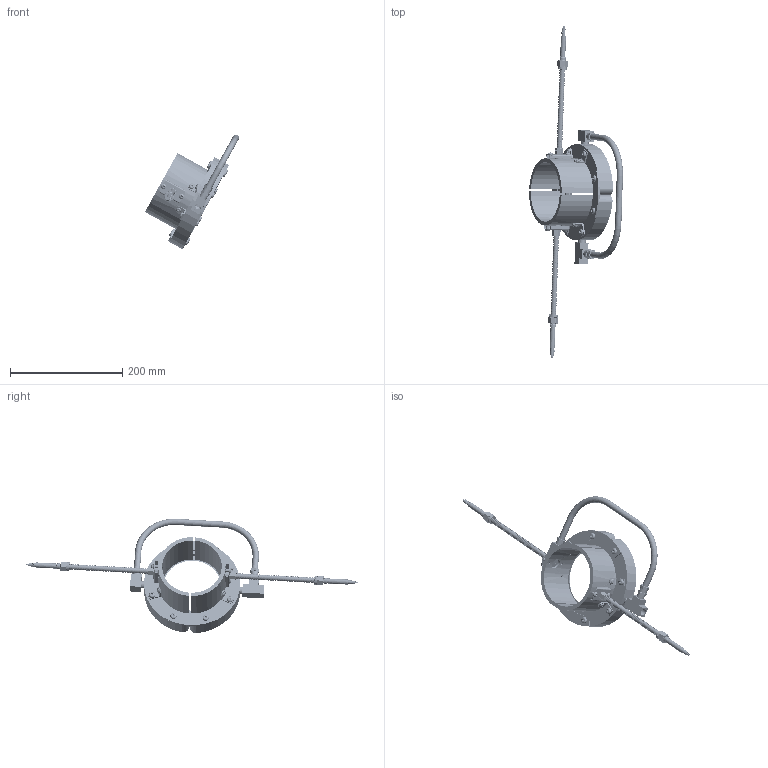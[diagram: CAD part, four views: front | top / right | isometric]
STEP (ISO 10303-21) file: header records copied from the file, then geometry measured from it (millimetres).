
FILE_DESCRIPTION(/* description */ ('Hexagon Socket Button Head Cap Screw'),/* implementation_level */ '2;1');
FILE_NAME(/* name */ 'DIM-8164.stp',/* time_stamp */ '2016-02-11T09:22:08-05:00',/* author */ ('dave woerner'),/* organization */ (''),/* preprocessor_version */ 'ST-DEVELOPER v15.2',/* originating_system */ 'Autodesk Inventor 2014',/* authorisation */ '');
FILE_SCHEMA (('AUTOMOTIVE_DESIGN { 1 0 10303 214 3 1 1 }'));
Length unit declared in the file: inch
Products named in the file (34): ANSI B18.3 - 1_4-20 UNC - UNC - 0.625(1); ANSI B18.3 - 10-24 UNC - UNC - 0.375(1); 900701; Brass Tee; Brass nipple; Brass elbow; bolt head; 2404-body; 2404-hose; 2404-top bracket; 2404-bottom bracket; ANSI B18.3 - 1_4-28 UNF - UNF - 0.5(1); 2404; 901645; 901437; 901505; 901467; 901466; 901468; 901592; 901565; 901515; 901587; 901623; 901593; 901600; Unbrako - No. 4 x 0.19 - 40(7); Unbrako - No. 6 x 0.19 - 32(7); Unbrako - No. 8 x 0.19 - 32(7); dim-901581; ANSI B18.6.3 - 10-24 UNC - 0.375(5); 901188; 901537; DIM-8164
Bounding box: 167.16 x 591.22 x 203.82 mm (x, y, z)
Volume: 585594.9 mm3; surface area: 218762.7 mm2
Topology: 72 solids, 72 shells, 1259 faces, 2847 edges, 1800 vertices
Faces by surface type: plane 648, cylinder 271, cone 238, torus 66, bspline 32, sphere 4
Full cylindrical faces by diameter (mm): 1.524 x4, 2.07 x2, 2.261 x6, 2.54 x2, 2.794 x2, 2.845 x4, 3.2 x2, 3.264 x2, 3.485 x2, 3.505 x2, 3.861 x4, 4.166 x2, 4.762 x2, 4.826 x12, 4.978 x2, 5.055 x2, 5.08 x2, 5.105 x4, 5.182 x2, 5.556 x4, 6.35 x32, 7.112 x5, 7.57 x2, 7.849 x2, 7.938 x6, 8 x4, 8.128 x4, 9.144 x2, 9.169 x4, 9.271 x2
Entity records: 31249 total; most frequent: CARTESIAN_POINT 19887, DIRECTION 2341, ORIENTED_EDGE 1844, AXIS2_PLACEMENT_3D 998, EDGE_CURVE 922, EDGE_LOOP 786, VERTEX_POINT 676, ADVANCED_FACE 511
